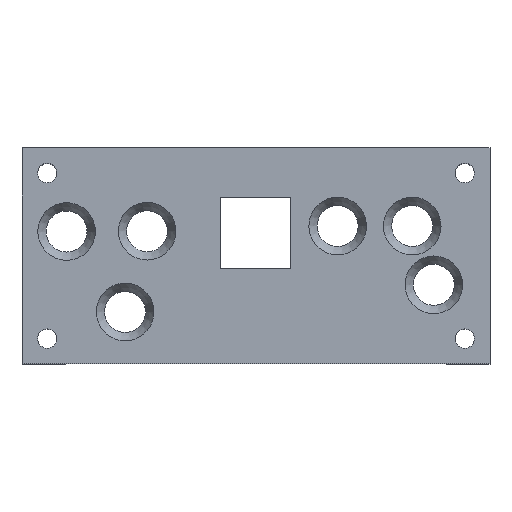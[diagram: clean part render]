
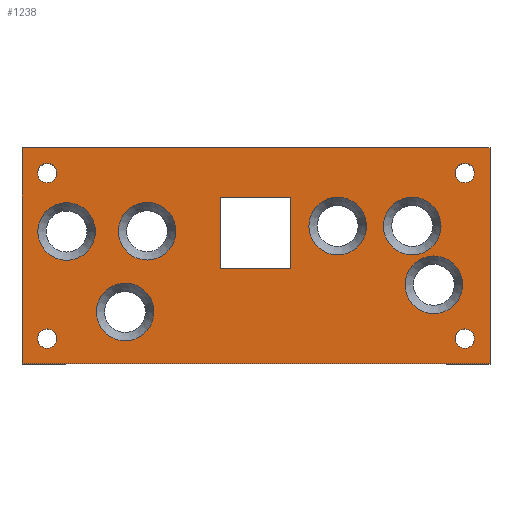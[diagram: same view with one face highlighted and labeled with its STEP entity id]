
A CAD part, top view. The second image highlights one B-rep face of the part: STEP entity #1238.
In plain terms, the highlighted planar face has unit normal (0, 0, 1).
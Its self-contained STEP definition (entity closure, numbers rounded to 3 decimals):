
#42=FACE_BOUND('',#236,.T.);
#43=FACE_BOUND('',#237,.T.);
#44=FACE_BOUND('',#238,.T.);
#45=FACE_BOUND('',#239,.T.);
#46=FACE_BOUND('',#240,.T.);
#47=FACE_BOUND('',#241,.T.);
#48=FACE_BOUND('',#242,.T.);
#49=FACE_BOUND('',#243,.T.);
#50=FACE_BOUND('',#244,.T.);
#51=FACE_BOUND('',#245,.T.);
#52=FACE_BOUND('',#246,.T.);
#96=PLANE('',#1329);
#156=FACE_OUTER_BOUND('',#235,.T.);
#235=EDGE_LOOP('',(#1147,#1148,#1149,#1150));
#236=EDGE_LOOP('',(#1151));
#237=EDGE_LOOP('',(#1152));
#238=EDGE_LOOP('',(#1153));
#239=EDGE_LOOP('',(#1154));
#240=EDGE_LOOP('',(#1155));
#241=EDGE_LOOP('',(#1156));
#242=EDGE_LOOP('',(#1157));
#243=EDGE_LOOP('',(#1158));
#244=EDGE_LOOP('',(#1159));
#245=EDGE_LOOP('',(#1160));
#246=EDGE_LOOP('',(#1161,#1162,#1163,#1164));
#374=LINE('',#1962,#514);
#377=LINE('',#1967,#517);
#379=LINE('',#1972,#519);
#382=LINE('',#1977,#522);
#384=LINE('',#1981,#524);
#385=LINE('',#1983,#525);
#386=LINE('',#1986,#526);
#387=LINE('',#1987,#527);
#514=VECTOR('',#1619,10.);
#517=VECTOR('',#1624,10.);
#519=VECTOR('',#1628,10.);
#522=VECTOR('',#1633,10.);
#524=VECTOR('',#1637,10.);
#525=VECTOR('',#1640,10.);
#526=VECTOR('',#1643,10.);
#527=VECTOR('',#1644,10.);
#537=CIRCLE('',#1281,1.35);
#539=CIRCLE('',#1284,1.35);
#541=CIRCLE('',#1287,1.35);
#543=CIRCLE('',#1290,1.35);
#551=CIRCLE('',#1312,4.);
#552=CIRCLE('',#1314,4.);
#553=CIRCLE('',#1316,4.);
#554=CIRCLE('',#1318,4.);
#555=CIRCLE('',#1320,4.);
#556=CIRCLE('',#1322,4.);
#609=VERTEX_POINT('',#1810);
#611=VERTEX_POINT('',#1816);
#613=VERTEX_POINT('',#1822);
#615=VERTEX_POINT('',#1828);
#655=VERTEX_POINT('',#1935);
#656=VERTEX_POINT('',#1939);
#657=VERTEX_POINT('',#1943);
#658=VERTEX_POINT('',#1947);
#659=VERTEX_POINT('',#1951);
#660=VERTEX_POINT('',#1955);
#661=VERTEX_POINT('',#1959);
#662=VERTEX_POINT('',#1961);
#663=VERTEX_POINT('',#1965);
#664=VERTEX_POINT('',#1969);
#665=VERTEX_POINT('',#1971);
#666=VERTEX_POINT('',#1975);
#667=VERTEX_POINT('',#1979);
#668=VERTEX_POINT('',#1985);
#747=EDGE_CURVE('',#609,#609,#537,.T.);
#750=EDGE_CURVE('',#611,#611,#539,.T.);
#753=EDGE_CURVE('',#613,#613,#541,.T.);
#756=EDGE_CURVE('',#615,#615,#543,.T.);
#809=EDGE_CURVE('',#655,#655,#551,.T.);
#811=EDGE_CURVE('',#656,#656,#552,.T.);
#813=EDGE_CURVE('',#657,#657,#553,.T.);
#815=EDGE_CURVE('',#658,#658,#554,.T.);
#817=EDGE_CURVE('',#659,#659,#555,.T.);
#819=EDGE_CURVE('',#660,#660,#556,.T.);
#822=EDGE_CURVE('',#662,#661,#374,.T.);
#825=EDGE_CURVE('',#661,#663,#377,.T.);
#827=EDGE_CURVE('',#665,#664,#379,.T.);
#830=EDGE_CURVE('',#664,#666,#382,.T.);
#832=EDGE_CURVE('',#666,#667,#384,.T.);
#833=EDGE_CURVE('',#667,#665,#385,.T.);
#834=EDGE_CURVE('',#663,#668,#386,.T.);
#835=EDGE_CURVE('',#668,#662,#387,.T.);
#1147=ORIENTED_EDGE('',*,*,#830,.T.);
#1148=ORIENTED_EDGE('',*,*,#832,.T.);
#1149=ORIENTED_EDGE('',*,*,#833,.T.);
#1150=ORIENTED_EDGE('',*,*,#827,.T.);
#1151=ORIENTED_EDGE('',*,*,#747,.T.);
#1152=ORIENTED_EDGE('',*,*,#750,.T.);
#1153=ORIENTED_EDGE('',*,*,#753,.T.);
#1154=ORIENTED_EDGE('',*,*,#756,.T.);
#1155=ORIENTED_EDGE('',*,*,#809,.T.);
#1156=ORIENTED_EDGE('',*,*,#811,.T.);
#1157=ORIENTED_EDGE('',*,*,#813,.T.);
#1158=ORIENTED_EDGE('',*,*,#815,.T.);
#1159=ORIENTED_EDGE('',*,*,#817,.T.);
#1160=ORIENTED_EDGE('',*,*,#819,.T.);
#1161=ORIENTED_EDGE('',*,*,#834,.T.);
#1162=ORIENTED_EDGE('',*,*,#835,.T.);
#1163=ORIENTED_EDGE('',*,*,#822,.T.);
#1164=ORIENTED_EDGE('',*,*,#825,.T.);
#1238=ADVANCED_FACE('',(#156,#42,#43,#44,#45,#46,#47,#48,#49,#50,#51,#52),
#96,.T.);
#1281=AXIS2_PLACEMENT_3D('',#1811,#1478,#1479);
#1284=AXIS2_PLACEMENT_3D('',#1817,#1485,#1486);
#1287=AXIS2_PLACEMENT_3D('',#1823,#1492,#1493);
#1290=AXIS2_PLACEMENT_3D('',#1829,#1499,#1500);
#1312=AXIS2_PLACEMENT_3D('',#1936,#1588,#1589);
#1314=AXIS2_PLACEMENT_3D('',#1940,#1593,#1594);
#1316=AXIS2_PLACEMENT_3D('',#1944,#1598,#1599);
#1318=AXIS2_PLACEMENT_3D('',#1948,#1603,#1604);
#1320=AXIS2_PLACEMENT_3D('',#1952,#1608,#1609);
#1322=AXIS2_PLACEMENT_3D('',#1956,#1613,#1614);
#1329=AXIS2_PLACEMENT_3D('',#1984,#1641,#1642);
#1478=DIRECTION('center_axis',(0.,0.,-1.));
#1479=DIRECTION('ref_axis',(1.,0.,0.));
#1485=DIRECTION('center_axis',(0.,0.,-1.));
#1486=DIRECTION('ref_axis',(1.,0.,0.));
#1492=DIRECTION('center_axis',(0.,0.,-1.));
#1493=DIRECTION('ref_axis',(1.,0.,0.));
#1499=DIRECTION('center_axis',(0.,0.,-1.));
#1500=DIRECTION('ref_axis',(1.,0.,0.));
#1588=DIRECTION('center_axis',(0.,0.,-1.));
#1589=DIRECTION('ref_axis',(1.,0.,0.));
#1593=DIRECTION('center_axis',(0.,0.,-1.));
#1594=DIRECTION('ref_axis',(1.,0.,0.));
#1598=DIRECTION('center_axis',(0.,0.,-1.));
#1599=DIRECTION('ref_axis',(1.,0.,0.));
#1603=DIRECTION('center_axis',(0.,0.,-1.));
#1604=DIRECTION('ref_axis',(1.,0.,0.));
#1608=DIRECTION('center_axis',(0.,0.,-1.));
#1609=DIRECTION('ref_axis',(1.,0.,0.));
#1613=DIRECTION('center_axis',(0.,0.,-1.));
#1614=DIRECTION('ref_axis',(1.,0.,0.));
#1619=DIRECTION('',(0.,1.,0.));
#1624=DIRECTION('',(1.,0.,0.));
#1628=DIRECTION('',(0.,1.,0.));
#1633=DIRECTION('',(-1.,0.,0.));
#1637=DIRECTION('',(0.,-1.,0.));
#1640=DIRECTION('',(1.,0.,0.));
#1641=DIRECTION('center_axis',(0.,0.,1.));
#1642=DIRECTION('ref_axis',(0.,1.,0.));
#1643=DIRECTION('',(0.,-1.,0.));
#1644=DIRECTION('',(-1.,0.,0.));
#1810=CARTESIAN_POINT('',(177.682,-94.568,10.1));
#1811=CARTESIAN_POINT('Origin',(179.032,-94.568,10.1));
#1816=CARTESIAN_POINT('',(119.682,-94.568,10.1));
#1817=CARTESIAN_POINT('Origin',(121.032,-94.568,10.1));
#1822=CARTESIAN_POINT('',(177.682,-117.568,10.1));
#1823=CARTESIAN_POINT('Origin',(179.032,-117.568,10.1));
#1828=CARTESIAN_POINT('',(119.682,-117.568,10.1));
#1829=CARTESIAN_POINT('Origin',(121.032,-117.568,10.1));
#1935=CARTESIAN_POINT('',(119.726,-102.696,10.1));
#1936=CARTESIAN_POINT('Origin',(123.726,-102.696,10.1));
#1939=CARTESIAN_POINT('',(127.854,-113.872,10.1));
#1940=CARTESIAN_POINT('Origin',(131.854,-113.872,10.1));
#1943=CARTESIAN_POINT('',(130.902,-102.66,10.1));
#1944=CARTESIAN_POINT('Origin',(134.902,-102.66,10.1));
#1947=CARTESIAN_POINT('',(157.37,-101.934,10.1));
#1948=CARTESIAN_POINT('Origin',(161.37,-101.934,10.1));
#1951=CARTESIAN_POINT('',(167.732,-101.934,10.1));
#1952=CARTESIAN_POINT('Origin',(171.732,-101.934,10.1));
#1955=CARTESIAN_POINT('',(170.728,-110.098,10.1));
#1956=CARTESIAN_POINT('Origin',(174.728,-110.098,10.1));
#1959=CARTESIAN_POINT('',(145.048,-98.,10.1));
#1961=CARTESIAN_POINT('',(145.048,-107.9,10.1));
#1962=CARTESIAN_POINT('',(145.048,-102.034,10.1));
#1965=CARTESIAN_POINT('',(154.848,-98.,10.1));
#1967=CARTESIAN_POINT('',(152.44,-98.,10.1));
#1969=CARTESIAN_POINT('',(182.532,-91.068,10.1));
#1971=CARTESIAN_POINT('',(182.532,-121.068,10.1));
#1972=CARTESIAN_POINT('',(182.532,-106.068,10.1));
#1975=CARTESIAN_POINT('',(117.532,-91.068,10.1));
#1977=CARTESIAN_POINT('',(150.032,-91.068,10.1));
#1979=CARTESIAN_POINT('',(117.532,-121.068,10.1));
#1981=CARTESIAN_POINT('',(117.532,-106.068,10.1));
#1983=CARTESIAN_POINT('',(150.032,-121.068,10.1));
#1984=CARTESIAN_POINT('Origin',(150.032,-106.068,10.1));
#1985=CARTESIAN_POINT('',(154.848,-107.9,10.1));
#1986=CARTESIAN_POINT('',(154.848,-106.984,10.1));
#1987=CARTESIAN_POINT('',(147.54,-107.9,10.1));
